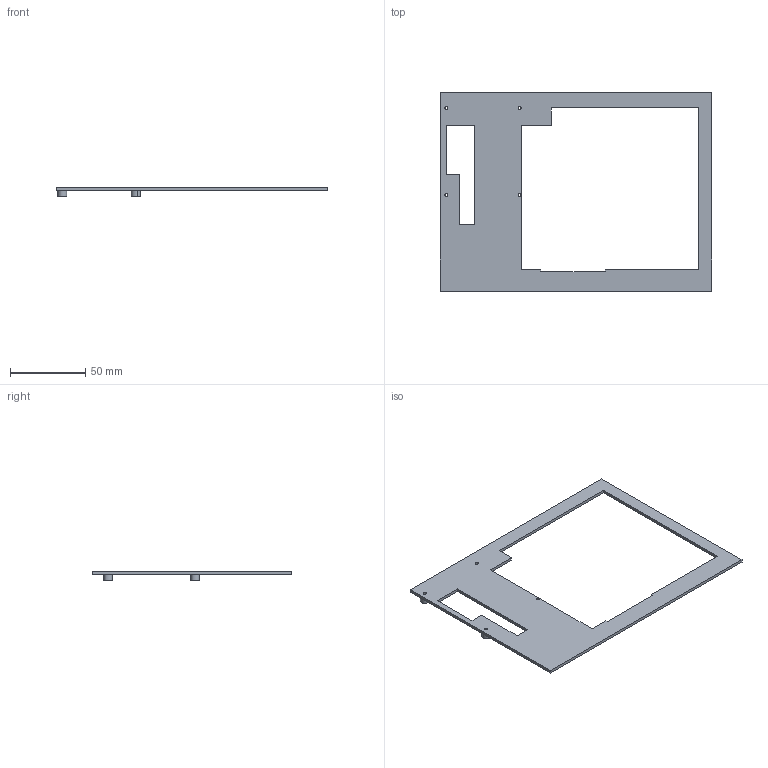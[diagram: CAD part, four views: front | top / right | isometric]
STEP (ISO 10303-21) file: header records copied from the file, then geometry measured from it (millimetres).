
FILE_DESCRIPTION(/* description */ (''),/* implementation_level */ '2;1');
FILE_NAME(/* name */ 'RPi Mount.step',/* time_stamp */ '2021-06-26T16:28:05-07:00',/* author */ (''),/* organization */ (''),/* preprocessor_version */ 'ST-DEVELOPER v18.1',/* originating_system */ 'Autodesk Translation Framework v10.9.0.1377',/* authorisation */ '');
FILE_SCHEMA (('AUTOMOTIVE_DESIGN { 1 0 10303 214 3 1 1 }'));
Length unit declared in the file: millimetre
Products named in the file (1): RPi Mount
Bounding box: 181 x 132 x 6 mm (x, y, z)
Volume: 21042 mm3; surface area: 23806.1 mm2
Topology: 5 solids, 5 shells, 47 faces, 119 edges, 74 vertices
Faces by surface type: plane 33, cylinder 14
Full cylindrical faces by diameter (mm): 2 x6, 6 x3
Entity records: 1406 total; most frequent: DIRECTION 235, CARTESIAN_POINT 229, ORIENTED_EDGE 222, EDGE_CURVE 111, LINE 83, VECTOR 83, AXIS2_PLACEMENT_3D 76, VERTEX_POINT 70
